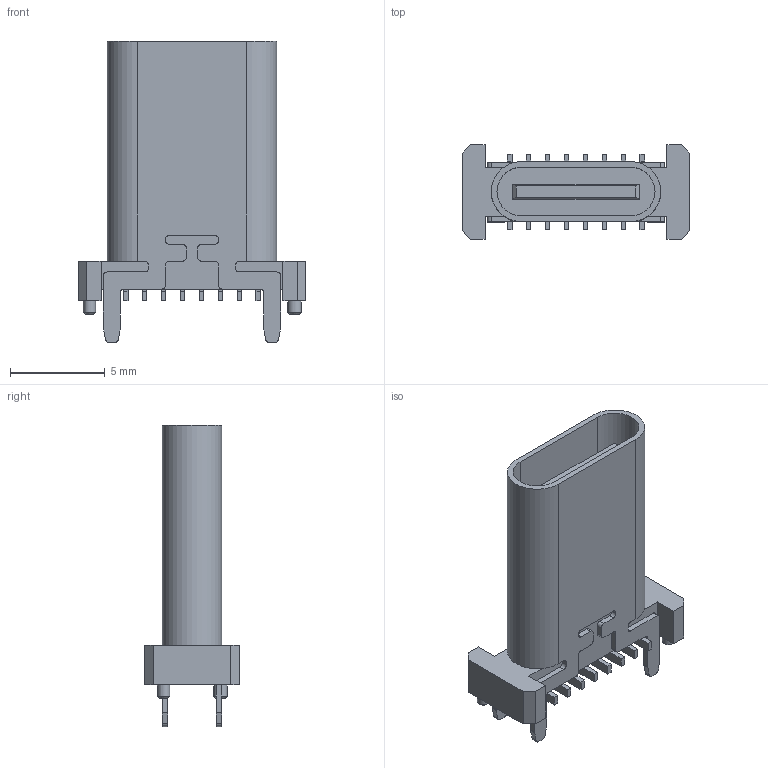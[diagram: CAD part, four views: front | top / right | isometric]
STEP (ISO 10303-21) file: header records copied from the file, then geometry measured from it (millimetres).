
FILE_DESCRIPTION(('FreeCAD Model'),'2;1');
FILE_NAME('Open CASCADE Shape Model','2025-01-04T00:40:59',(''),(''), 'Open CASCADE STEP processor 7.7','FreeCAD','Unknown');
FILE_SCHEMA(('AUTOMOTIVE_DESIGN { 1 0 10303 214 1 1 1 1 }'));
Length unit declared in the file: millimetre
Products named in the file (6): C22383836; usb_contacts; main_body; plastic; pcb_contacts; contact
Assembly tree (20 placements, depth 3):
  C22383836
    usb_contacts
    main_body
    plastic
    pcb_contacts
      contact  x16
Bounding box: 12 x 5 x 15.9 mm (x, y, z)
Volume: 282.9 mm3; surface area: 924.2 mm2
Topology: 19 solids, 19 shells, 271 faces, 692 edges, 460 vertices
Faces by surface type: plane 213, cylinder 56, cone 2
Full cylindrical faces by diameter (mm): 0.643 x1, 0.7 x1
Entity records: 10779 total; most frequent: CARTESIAN_POINT 2060, DIRECTION 1669, LINE 1036, VECTOR 1036, ORIENTED_EDGE 844, PCURVE 844, DEFINITIONAL_REPRESENTATION 844, EDGE_CURVE 422
